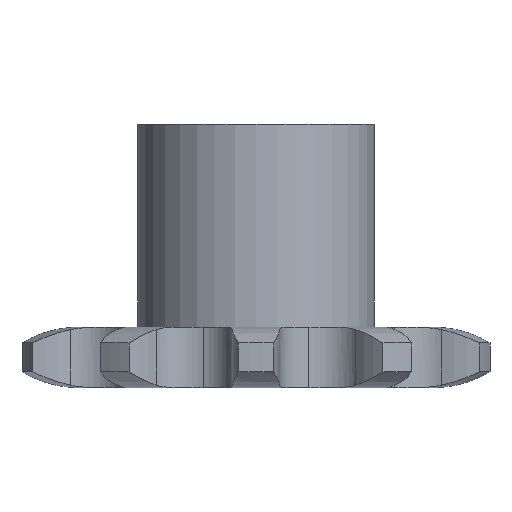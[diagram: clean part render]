
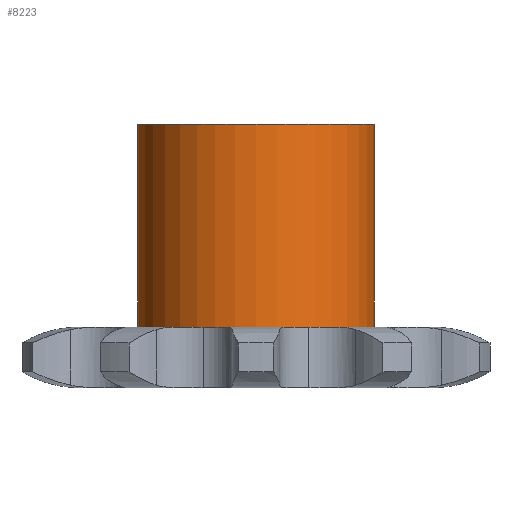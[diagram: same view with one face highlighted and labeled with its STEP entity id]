
A CAD part, front view. The second image highlights one B-rep face of the part: STEP entity #8223.
In plain terms, the highlighted cylindrical face has radius 4.5 mm (diameter 9 mm), a full revolution.
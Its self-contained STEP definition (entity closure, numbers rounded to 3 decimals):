
#493 = PLANE('',#494);
#494 = AXIS2_PLACEMENT_3D('',#495,#496,#497);
#495 = CARTESIAN_POINT('',(0.,0.,1.15));
#496 = DIRECTION('',(0.,0.,1.));
#497 = DIRECTION('',(0.,1.,0.));
#3204 = EDGE_CURVE('',#3205,#3205,#3207,.T.);
#3205 = VERTEX_POINT('',#3206);
#3206 = CARTESIAN_POINT('',(4.5,0.,1.15));
#3207 = SURFACE_CURVE('',#3208,(#3213,#3224),.PCURVE_S1.);
#3208 = CIRCLE('',#3209,4.5);
#3209 = AXIS2_PLACEMENT_3D('',#3210,#3211,#3212);
#3210 = CARTESIAN_POINT('',(0.,0.,1.15));
#3211 = DIRECTION('',(0.,0.,-1.));
#3212 = DIRECTION('',(1.,0.,0.));
#3213 = PCURVE('',#493,#3214);
#3214 = DEFINITIONAL_REPRESENTATION('',(#3215),#3223);
#3215 = ( BOUNDED_CURVE() B_SPLINE_CURVE(2,(#3216,#3217,#3218,#3219,
#3220,#3221,#3222),.UNSPECIFIED.,.T.,.F.) B_SPLINE_CURVE_WITH_KNOTS((1,2
    ,2,2,2,1),(-2.094,0.,2.094,4.189,
6.283,8.378),.UNSPECIFIED.) CURVE() 
GEOMETRIC_REPRESENTATION_ITEM() RATIONAL_B_SPLINE_CURVE((1.,0.5,1.,0.5,
1.,0.5,1.)) REPRESENTATION_ITEM('') );
#3216 = CARTESIAN_POINT('',(0.,-4.5));
#3217 = CARTESIAN_POINT('',(-7.794,-4.5));
#3218 = CARTESIAN_POINT('',(-3.897,2.25));
#3219 = CARTESIAN_POINT('',(0.,9.));
#3220 = CARTESIAN_POINT('',(3.897,2.25));
#3221 = CARTESIAN_POINT('',(7.794,-4.5));
#3222 = CARTESIAN_POINT('',(0.,-4.5));
#3223 = ( GEOMETRIC_REPRESENTATION_CONTEXT(2) 
PARAMETRIC_REPRESENTATION_CONTEXT() REPRESENTATION_CONTEXT('2D SPACE',''
  ) );
#3224 = PCURVE('',#3225,#3230);
#3225 = CYLINDRICAL_SURFACE('',#3226,4.5);
#3226 = AXIS2_PLACEMENT_3D('',#3227,#3228,#3229);
#3227 = CARTESIAN_POINT('',(0.,0.,0.));
#3228 = DIRECTION('',(-0.,-0.,-1.));
#3229 = DIRECTION('',(1.,0.,0.));
#3230 = DEFINITIONAL_REPRESENTATION('',(#3231),#3235);
#3231 = LINE('',#3232,#3233);
#3232 = CARTESIAN_POINT('',(-6.283,-1.15));
#3233 = VECTOR('',#3234,1.);
#3234 = DIRECTION('',(1.,-0.));
#3235 = ( GEOMETRIC_REPRESENTATION_CONTEXT(2) 
PARAMETRIC_REPRESENTATION_CONTEXT() REPRESENTATION_CONTEXT('2D SPACE',''
  ) );
#7145 = PLANE('',#7146);
#7146 = AXIS2_PLACEMENT_3D('',#7147,#7148,#7149);
#7147 = CARTESIAN_POINT('',(0.,0.,8.85));
#7148 = DIRECTION('',(0.,0.,1.));
#7149 = DIRECTION('',(0.,-1.,0.));
#8223 = ADVANCED_FACE('',(#8224),#3225,.T.);
#8224 = FACE_BOUND('',#8225,.F.);
#8225 = EDGE_LOOP('',(#8226,#8227,#8250,#8272));
#8226 = ORIENTED_EDGE('',*,*,#3204,.T.);
#8227 = ORIENTED_EDGE('',*,*,#8228,.T.);
#8228 = EDGE_CURVE('',#3205,#8229,#8231,.T.);
#8229 = VERTEX_POINT('',#8230);
#8230 = CARTESIAN_POINT('',(4.5,0.,8.85));
#8231 = SEAM_CURVE('',#8232,(#8236,#8243),.PCURVE_S1.);
#8232 = LINE('',#8233,#8234);
#8233 = CARTESIAN_POINT('',(4.5,0.,0.));
#8234 = VECTOR('',#8235,1.);
#8235 = DIRECTION('',(0.,0.,1.));
#8236 = PCURVE('',#3225,#8237);
#8237 = DEFINITIONAL_REPRESENTATION('',(#8238),#8242);
#8238 = LINE('',#8239,#8240);
#8239 = CARTESIAN_POINT('',(-6.283,0.));
#8240 = VECTOR('',#8241,1.);
#8241 = DIRECTION('',(-0.,-1.));
#8242 = ( GEOMETRIC_REPRESENTATION_CONTEXT(2) 
PARAMETRIC_REPRESENTATION_CONTEXT() REPRESENTATION_CONTEXT('2D SPACE',''
  ) );
#8243 = PCURVE('',#3225,#8244);
#8244 = DEFINITIONAL_REPRESENTATION('',(#8245),#8249);
#8245 = LINE('',#8246,#8247);
#8246 = CARTESIAN_POINT('',(-0.,0.));
#8247 = VECTOR('',#8248,1.);
#8248 = DIRECTION('',(-0.,-1.));
#8249 = ( GEOMETRIC_REPRESENTATION_CONTEXT(2) 
PARAMETRIC_REPRESENTATION_CONTEXT() REPRESENTATION_CONTEXT('2D SPACE',''
  ) );
#8250 = ORIENTED_EDGE('',*,*,#8251,.T.);
#8251 = EDGE_CURVE('',#8229,#8229,#8252,.T.);
#8252 = SURFACE_CURVE('',#8253,(#8258,#8265),.PCURVE_S1.);
#8253 = CIRCLE('',#8254,4.5);
#8254 = AXIS2_PLACEMENT_3D('',#8255,#8256,#8257);
#8255 = CARTESIAN_POINT('',(0.,0.,8.85));
#8256 = DIRECTION('',(0.,0.,1.));
#8257 = DIRECTION('',(1.,0.,0.));
#8258 = PCURVE('',#3225,#8259);
#8259 = DEFINITIONAL_REPRESENTATION('',(#8260),#8264);
#8260 = LINE('',#8261,#8262);
#8261 = CARTESIAN_POINT('',(-0.,-8.85));
#8262 = VECTOR('',#8263,1.);
#8263 = DIRECTION('',(-1.,0.));
#8264 = ( GEOMETRIC_REPRESENTATION_CONTEXT(2) 
PARAMETRIC_REPRESENTATION_CONTEXT() REPRESENTATION_CONTEXT('2D SPACE',''
  ) );
#8265 = PCURVE('',#7145,#8266);
#8266 = DEFINITIONAL_REPRESENTATION('',(#8267),#8271);
#8267 = CIRCLE('',#8268,4.5);
#8268 = AXIS2_PLACEMENT_2D('',#8269,#8270);
#8269 = CARTESIAN_POINT('',(0.,0.));
#8270 = DIRECTION('',(0.,1.));
#8271 = ( GEOMETRIC_REPRESENTATION_CONTEXT(2) 
PARAMETRIC_REPRESENTATION_CONTEXT() REPRESENTATION_CONTEXT('2D SPACE',''
  ) );
#8272 = ORIENTED_EDGE('',*,*,#8228,.F.);
